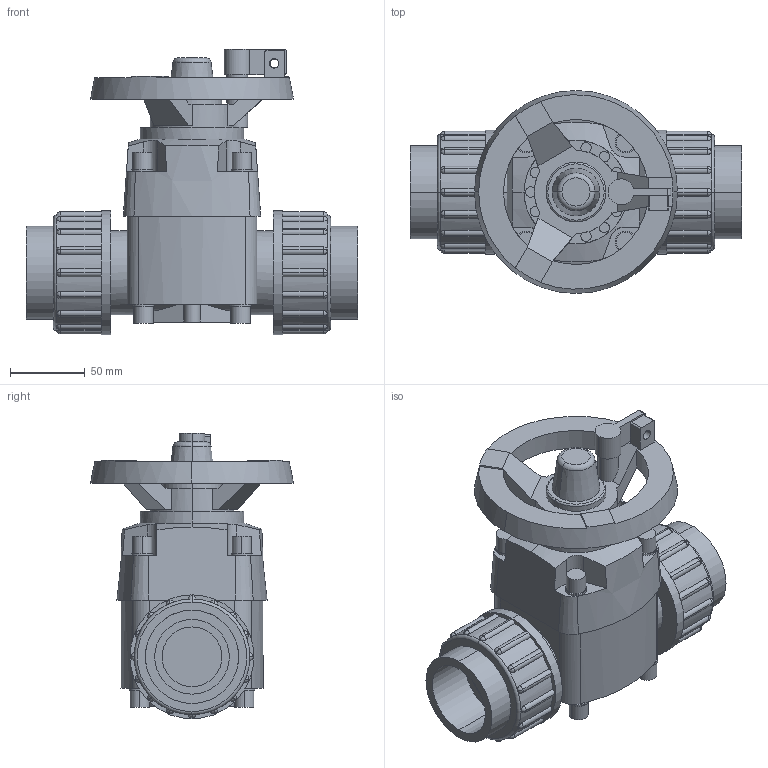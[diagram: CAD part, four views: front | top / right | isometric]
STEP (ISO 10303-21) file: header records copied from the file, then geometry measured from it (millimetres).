
FILE_DESCRIPTION(('STEP AP214'),'1');
FILE_NAME('cctmp_A0FC4EDB-6B6D-4D3C-871B-0BF143E5404F_2018_12_17_13_19_35_543..stp','2018-12-17T12:19:35',('Praher Valves GmbH'),('CADClick - www.CADClick.com'),'Spatial InterOp 3D',' ','unknown authorization');
FILE_SCHEMA(('AUTOMOTIVE_DESIGN'));
Length unit declared in the file: millimetre
Products named in the file (1): 122837
Bounding box: 222 x 136 x 191.33 mm (x, y, z)
Volume: 1436347.9 mm3; surface area: 177520.7 mm2
Topology: 1 solids, 4 shells, 437 faces, 1111 edges, 710 vertices
Faces by surface type: cylinder 210, plane 143, sphere 64, cone 12, torus 8
Entity records: 18014 total; most frequent: CARTESIAN_POINT 3573, DIRECTION 2502, ORIENTED_EDGE 2222, EDGE_CURVE 1111, AXIS2_PLACEMENT_3D 1049, VERTEX_POINT 710, CIRCLE 599, EDGE_LOOP 475
